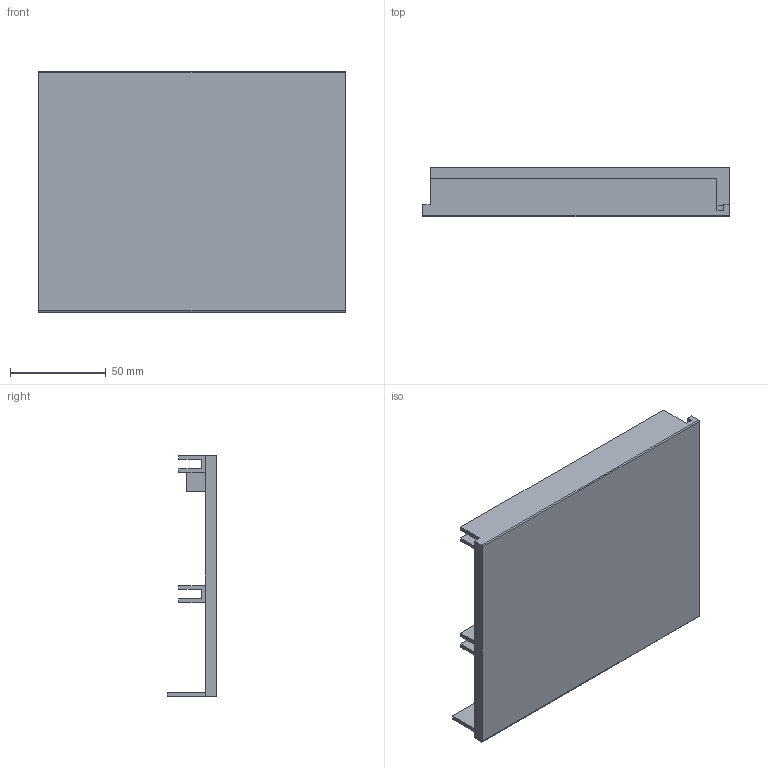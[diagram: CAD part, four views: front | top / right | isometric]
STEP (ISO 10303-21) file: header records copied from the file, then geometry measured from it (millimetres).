
FILE_DESCRIPTION(('HOOPS Exchange Step'),'2;1');
FILE_NAME('temp_export','2023-06-30T10:05:44+01:00',('igorn'),('Shapr3D Limited'),'HOOPS Exchange 2022.2','Shapr3D','Authorized');
FILE_SCHEMA( ('AUTOMOTIVE_DESIGN { 1 0 10303 214 1 1 1 1 }') );
Length unit declared in the file: millimetre
Products named in the file (1): lateral n1
Bounding box: 160.5 x 26 x 126 mm (x, y, z)
Volume: 148082.6 mm3; surface area: 66923.1 mm2
Topology: 1 solids, 1 shells, 36 faces, 100 edges, 66 vertices
Faces by surface type: plane 34, cylinder 2
Entity records: 1156 total; most frequent: CARTESIAN_POINT 203, ORIENTED_EDGE 200, DIRECTION 178, EDGE_CURVE 100, VECTOR 96, LINE 96, VERTEX_POINT 66, AXIS2_PLACEMENT_3D 41
